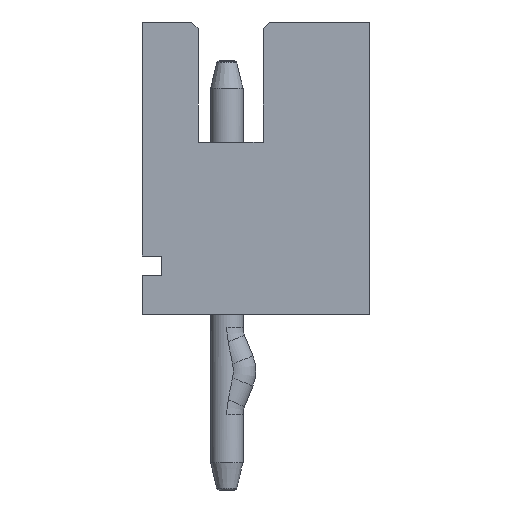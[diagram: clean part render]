
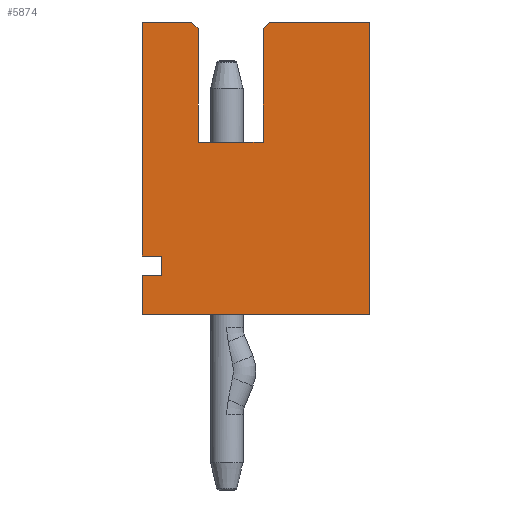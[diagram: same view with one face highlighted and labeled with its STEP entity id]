
A CAD part, left-side view. The second image highlights one B-rep face of the part: STEP entity #5874.
In plain terms, the highlighted face is planar.
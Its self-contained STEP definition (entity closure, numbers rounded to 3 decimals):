
#881=ORIENTED_EDGE('',*,*,#1922,.F.);
#882=ORIENTED_EDGE('',*,*,#1848,.T.);
#883=ORIENTED_EDGE('',*,*,#1939,.F.);
#884=ORIENTED_EDGE('',*,*,#1947,.F.);
#885=ORIENTED_EDGE('',*,*,#1880,.T.);
#886=ORIENTED_EDGE('',*,*,#1877,.T.);
#887=ORIENTED_EDGE('',*,*,#1874,.T.);
#888=ORIENTED_EDGE('',*,*,#1948,.F.);
#889=ORIENTED_EDGE('',*,*,#1949,.F.);
#890=ORIENTED_EDGE('',*,*,#1950,.F.);
#891=ORIENTED_EDGE('',*,*,#1936,.F.);
#892=ORIENTED_EDGE('',*,*,#1823,.T.);
#893=ORIENTED_EDGE('',*,*,#1915,.F.);
#894=ORIENTED_EDGE('',*,*,#1920,.F.);
#1823=EDGE_CURVE('',#2391,#2392,#2907,.T.);
#1848=EDGE_CURVE('',#2409,#2410,#2932,.T.);
#1874=EDGE_CURVE('',#2429,#2428,#2958,.T.);
#1877=EDGE_CURVE('',#2431,#2429,#2961,.T.);
#1880=EDGE_CURVE('',#2433,#2431,#2964,.T.);
#1915=EDGE_CURVE('',#2455,#2392,#2999,.T.);
#1920=EDGE_CURVE('',#2458,#2455,#3004,.T.);
#1922=EDGE_CURVE('',#2409,#2458,#3006,.T.);
#1936=EDGE_CURVE('',#2391,#2467,#3020,.T.);
#1939=EDGE_CURVE('',#2469,#2410,#3023,.T.);
#1947=EDGE_CURVE('',#2433,#2469,#3031,.T.);
#1948=EDGE_CURVE('',#2473,#2428,#3032,.T.);
#1949=EDGE_CURVE('',#2474,#2473,#3033,.T.);
#1950=EDGE_CURVE('',#2467,#2474,#3034,.T.);
#2391=VERTEX_POINT('',#7896);
#2392=VERTEX_POINT('',#7897);
#2409=VERTEX_POINT('',#7947);
#2410=VERTEX_POINT('',#7948);
#2428=VERTEX_POINT('',#8000);
#2429=VERTEX_POINT('',#8002);
#2431=VERTEX_POINT('',#8008);
#2433=VERTEX_POINT('',#8014);
#2455=VERTEX_POINT('',#8083);
#2458=VERTEX_POINT('',#8091);
#2467=VERTEX_POINT('',#8124);
#2469=VERTEX_POINT('',#8130);
#2473=VERTEX_POINT('',#8146);
#2474=VERTEX_POINT('',#8148);
#2907=LINE('',#7895,#3235);
#2932=LINE('',#7946,#3260);
#2958=LINE('',#8001,#3286);
#2961=LINE('',#8007,#3289);
#2964=LINE('',#8013,#3292);
#2999=LINE('',#8082,#3327);
#3004=LINE('',#8092,#3332);
#3006=LINE('',#8095,#3334);
#3020=LINE('',#8123,#3348);
#3023=LINE('',#8129,#3351);
#3031=LINE('',#8144,#3359);
#3032=LINE('',#8145,#3360);
#3033=LINE('',#8147,#3361);
#3034=LINE('',#8149,#3362);
#3235=VECTOR('',#6712,1000.);
#3260=VECTOR('',#6753,1000.);
#3286=VECTOR('',#6797,1000.);
#3289=VECTOR('',#6802,1000.);
#3292=VECTOR('',#6807,1000.);
#3327=VECTOR('',#6866,1000.);
#3332=VECTOR('',#6873,1000.);
#3334=VECTOR('',#6877,1000.);
#3348=VECTOR('',#6903,1000.);
#3351=VECTOR('',#6908,1000.);
#3359=VECTOR('',#6922,1000.);
#3360=VECTOR('',#6923,1000.);
#3361=VECTOR('',#6924,1000.);
#3362=VECTOR('',#6925,1000.);
#3493=EDGE_LOOP('',(#881,#882,#883,#884,#885,#886,#887,#888,#889,#890,#891,
#892,#893,#894));
#3809=FACE_BOUND('',#3493,.T.);
#4123=PLANE('',#6112);
#5874=ADVANCED_FACE('',(#3809),#4123,.F.);
#6112=AXIS2_PLACEMENT_3D('',#8143,#6920,#6921);
#6712=DIRECTION('',(0.,-0.707,-0.707));
#6753=DIRECTION('',(0.,-0.707,0.707));
#6797=DIRECTION('',(0.,-1.,0.));
#6802=DIRECTION('',(0.,0.,-1.));
#6807=DIRECTION('',(0.,1.,0.));
#6866=DIRECTION('',(0.,0.,1.));
#6873=DIRECTION('',(0.,1.,0.));
#6877=DIRECTION('',(0.,0.,-1.));
#6903=DIRECTION('',(0.,1.,0.));
#6908=DIRECTION('',(0.,1.,0.));
#6920=DIRECTION('',(-1.,0.,0.));
#6921=DIRECTION('',(0.,0.,1.));
#6922=DIRECTION('',(0.,0.,1.));
#6923=DIRECTION('',(0.,0.,1.));
#6924=DIRECTION('',(0.,-1.,0.));
#6925=DIRECTION('',(0.,0.,-1.));
#7895=CARTESIAN_POINT('',(7.5,0.21,2.25));
#7896=CARTESIAN_POINT('',(7.5,0.21,2.25));
#7897=CARTESIAN_POINT('',(7.5,0.11,2.15));
#7946=CARTESIAN_POINT('',(7.5,-0.89,2.15));
#7947=CARTESIAN_POINT('',(7.5,-0.89,2.15));
#7948=CARTESIAN_POINT('',(7.5,-0.99,2.25));
#8000=CARTESIAN_POINT('',(7.5,-1.75,-1.65));
#8001=CARTESIAN_POINT('',(7.5,-1.45,-1.65));
#8002=CARTESIAN_POINT('',(7.5,-1.45,-1.65));
#8007=CARTESIAN_POINT('',(7.5,-1.45,-1.35));
#8008=CARTESIAN_POINT('',(7.5,-1.45,-1.35));
#8013=CARTESIAN_POINT('',(7.5,-1.75,-1.35));
#8014=CARTESIAN_POINT('',(7.5,-1.75,-1.35));
#8082=CARTESIAN_POINT('',(7.5,0.11,0.4));
#8083=CARTESIAN_POINT('',(7.5,0.11,0.4));
#8091=CARTESIAN_POINT('',(7.5,-0.89,0.4));
#8092=CARTESIAN_POINT('',(7.5,-0.89,0.4));
#8095=CARTESIAN_POINT('',(7.5,-0.89,2.25));
#8123=CARTESIAN_POINT('',(7.5,-1.75,2.25));
#8124=CARTESIAN_POINT('',(7.5,1.75,2.25));
#8129=CARTESIAN_POINT('',(7.5,-1.75,2.25));
#8130=CARTESIAN_POINT('',(7.5,-1.75,2.25));
#8143=CARTESIAN_POINT('',(7.5,0.,0.));
#8144=CARTESIAN_POINT('',(7.5,-1.75,-2.25));
#8145=CARTESIAN_POINT('',(7.5,-1.75,-2.25));
#8146=CARTESIAN_POINT('',(7.5,-1.75,-2.25));
#8147=CARTESIAN_POINT('',(7.5,1.75,-2.25));
#8148=CARTESIAN_POINT('',(7.5,1.75,-2.25));
#8149=CARTESIAN_POINT('',(7.5,1.75,2.25));
